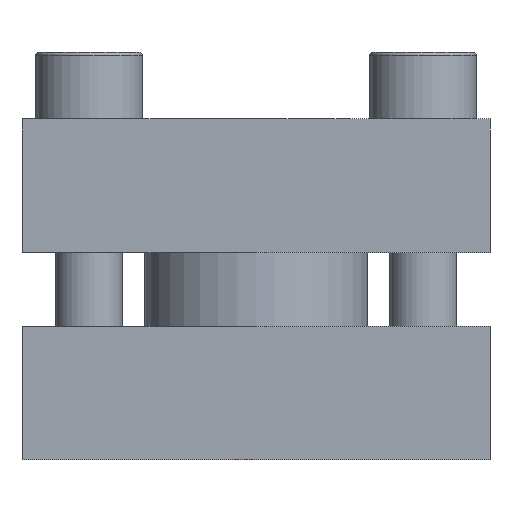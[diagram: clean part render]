
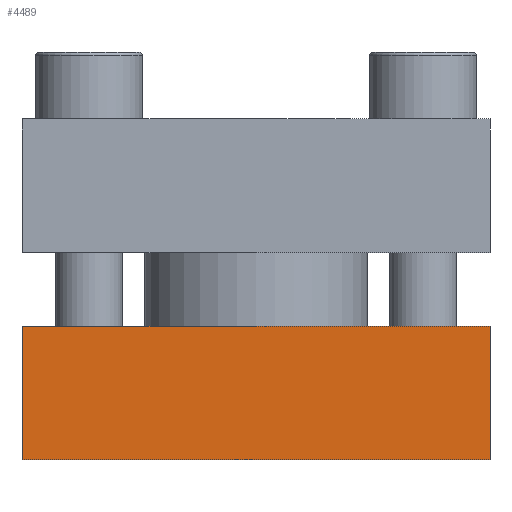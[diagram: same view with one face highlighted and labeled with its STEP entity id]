
A CAD part, front view. The second image highlights one B-rep face of the part: STEP entity #4489.
In plain terms, the highlighted planar face has unit normal (0, -1, 0).
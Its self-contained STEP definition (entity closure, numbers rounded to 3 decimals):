
#4346=CARTESIAN_POINT('',(-35.,-310.,-5.5));
#4347=VERTEX_POINT('',#4346);
#4348=CARTESIAN_POINT('',(35.,-310.,-5.5));
#4349=VERTEX_POINT('',#4348);
#4350=CARTESIAN_POINT('',(-35.,-310.,-5.5));
#4351=DIRECTION('',(1.,0.,0.));
#4352=VECTOR('',#4351,70.);
#4353=LINE('',#4350,#4352);
#4354=EDGE_CURVE('NONE',#4347,#4349,#4353,.T.);
#4459=CARTESIAN_POINT('',(-35.,-310.,-5.5));
#4460=DIRECTION('',(0.,1.,0.));
#4461=DIRECTION('',(-1.,0.,0.));
#4462=AXIS2_PLACEMENT_3D('',#4459,#4460,#4461);
#4463=PLANE('',#4462);
#4464=CARTESIAN_POINT('',(-35.,-310.,-25.5));
#4465=VERTEX_POINT('',#4464);
#4466=CARTESIAN_POINT('',(35.,-310.,-25.5));
#4467=VERTEX_POINT('',#4466);
#4468=CARTESIAN_POINT('',(-35.,-310.,-25.5));
#4469=DIRECTION('',(1.,-0.,-0.));
#4470=VECTOR('',#4469,70.);
#4471=LINE('',#4468,#4470);
#4472=EDGE_CURVE('NONE',#4465,#4467,#4471,.T.);
#4473=ORIENTED_EDGE('',*,*,#4472,.T.);
#4474=CARTESIAN_POINT('',(35.,-310.,-5.5));
#4475=DIRECTION('',(-0.,0.,-1.));
#4476=VECTOR('',#4475,20.);
#4477=LINE('',#4474,#4476);
#4478=EDGE_CURVE('NONE',#4349,#4467,#4477,.T.);
#4479=ORIENTED_EDGE('',*,*,#4478,.F.);
#4480=ORIENTED_EDGE('',*,*,#4354,.F.);
#4481=CARTESIAN_POINT('',(-35.,-310.,-5.5));
#4482=DIRECTION('',(-0.,0.,-1.));
#4483=VECTOR('',#4482,20.);
#4484=LINE('',#4481,#4483);
#4485=EDGE_CURVE('NONE',#4347,#4465,#4484,.T.);
#4486=ORIENTED_EDGE('',*,*,#4485,.T.);
#4487=EDGE_LOOP('',(#4473,#4479,#4480,#4486));
#4488=FACE_BOUND('',#4487,.T.);
#4489=ADVANCED_FACE('NONE',(#4488),#4463,.F.);
